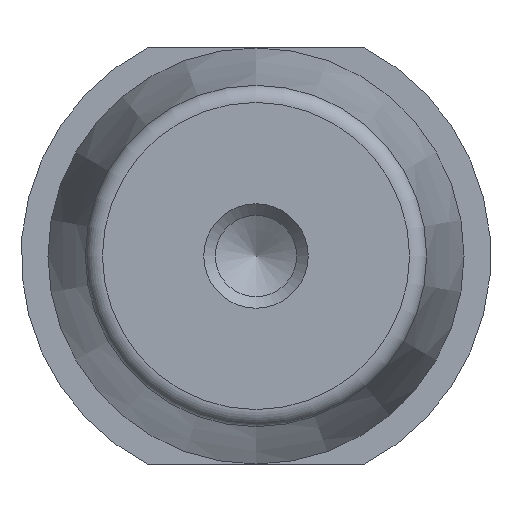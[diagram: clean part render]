
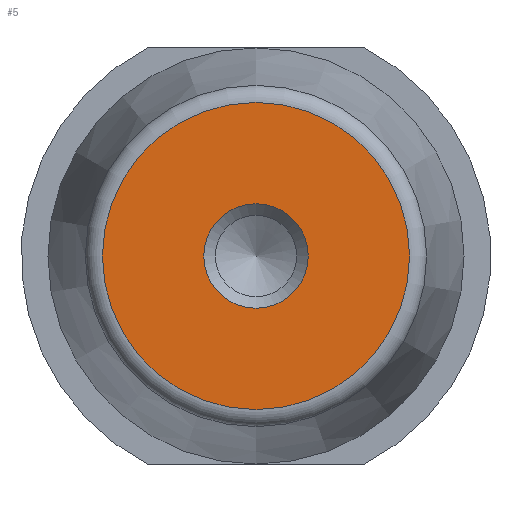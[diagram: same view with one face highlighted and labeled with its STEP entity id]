
A CAD part, front view. The second image highlights one B-rep face of the part: STEP entity #5.
In plain terms, the highlighted planar face has unit normal (0, -1, 0).
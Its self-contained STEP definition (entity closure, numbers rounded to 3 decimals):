
#5 = ADVANCED_FACE ( 'NONE', ( #269, #441 ), #248, .F. ) ;
#45 = EDGE_LOOP ( 'NONE', ( #73 ) ) ;
#57 = AXIS2_PLACEMENT_3D ( 'NONE', #478, #122, #159 ) ;
#73 = ORIENTED_EDGE ( 'NONE', *, *, #351, .F. ) ;
#91 = AXIS2_PLACEMENT_3D ( 'NONE', #230, #470, #266 ) ;
#122 = DIRECTION ( 'NONE',  ( 0., 1., 0. ) ) ;
#152 = ORIENTED_EDGE ( 'NONE', *, *, #297, .T. ) ;
#159 = DIRECTION ( 'NONE',  ( 0., 0., 1. ) ) ;
#162 = EDGE_LOOP ( 'NONE', ( #152 ) ) ;
#178 = CARTESIAN_POINT ( 'NONE',  ( 0., -25.5, 0. ) ) ;
#182 = CARTESIAN_POINT ( 'NONE',  ( 0., -25.5, -4.5 ) ) ;
#193 = CIRCLE ( 'NONE', #91, 4.5 ) ;
#207 = VERTEX_POINT ( 'NONE', #182 ) ;
#222 = DIRECTION ( 'NONE',  ( 0., 0., 1. ) ) ;
#226 = CARTESIAN_POINT ( 'NONE',  ( 0., -25.5, 13.241 ) ) ;
#230 = CARTESIAN_POINT ( 'NONE',  ( 0., -25.5, 0. ) ) ;
#248 = PLANE ( 'NONE',  #57 ) ;
#266 = DIRECTION ( 'NONE',  ( 0., 0., -1. ) ) ;
#269 = FACE_OUTER_BOUND ( 'NONE', #162, .T. ) ;
#295 = VERTEX_POINT ( 'NONE', #226 ) ;
#297 = EDGE_CURVE ( 'NONE', #295, #295, #307, .T. ) ;
#307 = CIRCLE ( 'NONE', #414, 13.241 ) ;
#351 = EDGE_CURVE ( 'NONE', #207, #207, #193, .T. ) ;
#414 = AXIS2_PLACEMENT_3D ( 'NONE', #178, #438, #222 ) ;
#438 = DIRECTION ( 'NONE',  ( 0., -1., 0. ) ) ;
#441 = FACE_BOUND ( 'NONE', #45, .T. ) ;
#470 = DIRECTION ( 'NONE',  ( 0., -1., 0. ) ) ;
#478 = CARTESIAN_POINT ( 'NONE',  ( 0., -25.5, 0. ) ) ;
